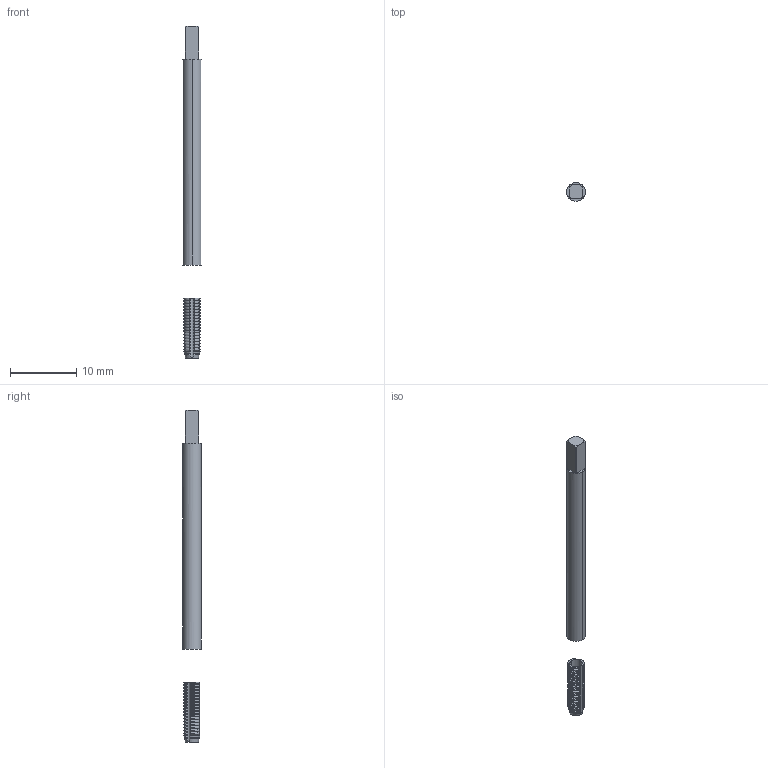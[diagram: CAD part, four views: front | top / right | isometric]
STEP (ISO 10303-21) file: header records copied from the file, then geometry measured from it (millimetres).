
FILE_DESCRIPTION(('no description'),'unknown implementation level');
FILE_NAME('solidWRVRCOgzSXJfnAVRlp3qwTIwlrE_1.STP',' ',('CIM GmbH Aachen'),('CADClick - KiM GmbH - www.kimweb.de'),'unknown preprocess','ACIS','unknown authorization');
FILE_SCHEMA(('automotive_design'));
Length unit declared in the file: millimetre
Products named in the file (2): 1; 2
Bounding box: 2.8 x 2.8 x 50 mm (x, y, z)
Volume: 224.6 mm3; surface area: 468.2 mm2
Topology: 2 solids, 2 shells, 402 faces, 1118 edges, 719 vertices
Faces by surface type: cone 204, cylinder 182, plane 16
Entity records: 26530 total; most frequent: CARTESIAN_POINT 3904, STYLED_ITEM 2241, PRESENTATION_STYLE_ASSIGNMENT 2241, COLOUR_RGB 2241, ORIENTED_EDGE 2236, DIRECTION 2121, EDGE_CURVE 1118, CURVE_STYLE 1118
